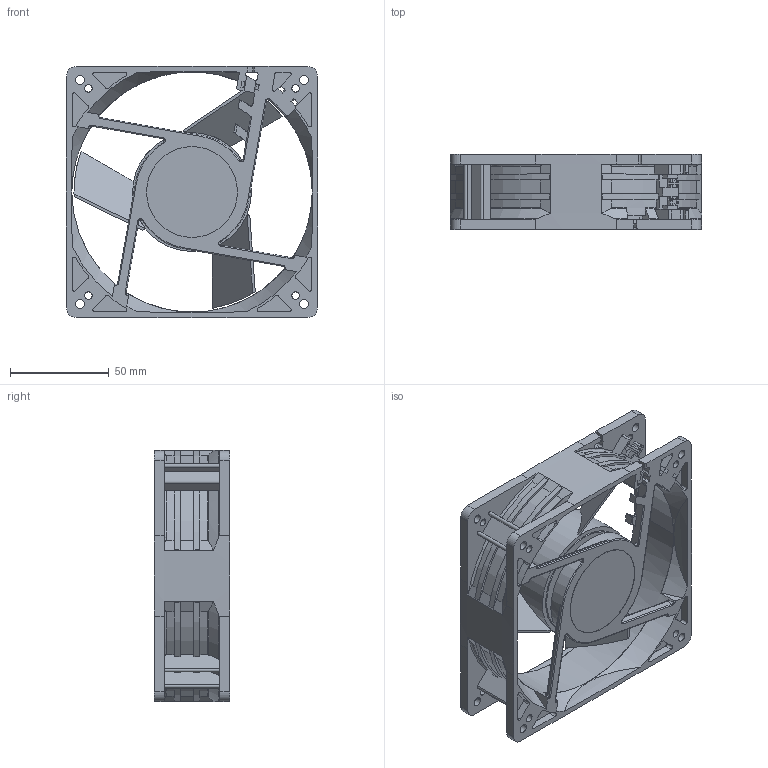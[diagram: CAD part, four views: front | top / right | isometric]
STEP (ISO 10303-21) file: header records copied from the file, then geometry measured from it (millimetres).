
FILE_DESCRIPTION((''),'2;1');
FILE_NAME('EFB1324SHE-EP_3D_ASM','2024-02-19T11:02:35',('ALAN.KAO'),(''),'CREO PARAMETRIC BY PTC INC, 2020454','CREO PARAMETRIC BY PTC INC, 2020454','');
FILE_SCHEMA(('CONFIG_CONTROL_DESIGN'));
Length unit declared in the file: millimetre
Products named in the file (3): FRAME_EFB1324SHE-EP; IMPELLER_EFB1324SHE-EP; EFB1324SHE-EP_3D_ASM
Assembly tree (2 placements, depth 2):
  EFB1324SHE-EP_3D_ASM
    FRAME_EFB1324SHE-EP
    IMPELLER_EFB1324SHE-EP
Bounding box: 127.35 x 38 x 127.35 mm (x, y, z)
Volume: 165955.1 mm3; surface area: 80403.7 mm2
Topology: 2 solids, 2 shells, 637 faces, 1940 edges, 1318 vertices
Faces by surface type: plane 325, cylinder 232, torus 58, cone 20, bspline 2
Entity records: 23146 total; most frequent: CARTESIAN_POINT 5160, ORIENTED_EDGE 3880, DIRECTION 3756, EDGE_CURVE 1940, AXIS2_PLACEMENT_3D 1364, VERTEX_POINT 1318, VECTOR 1028, LINE 1028
